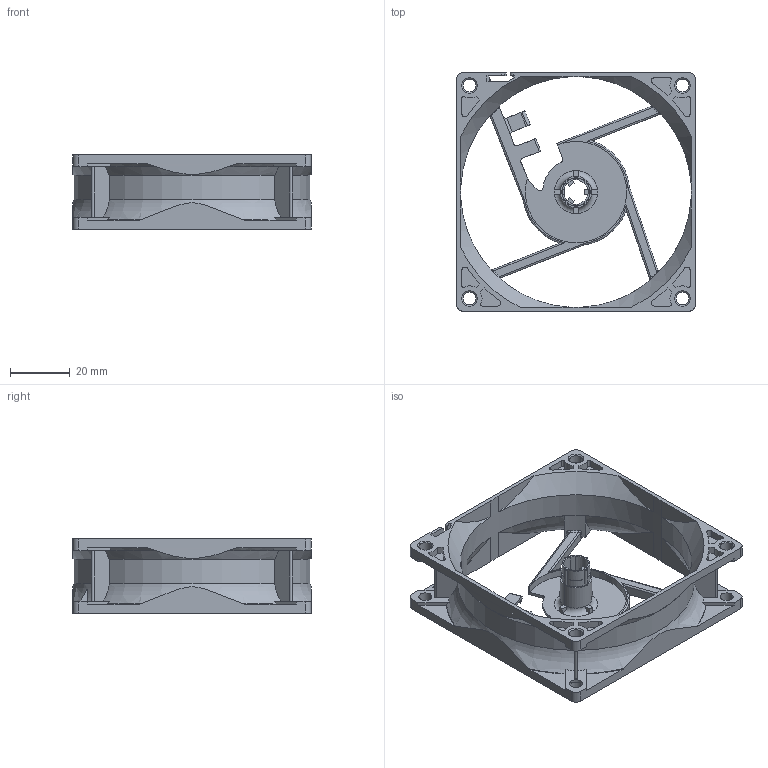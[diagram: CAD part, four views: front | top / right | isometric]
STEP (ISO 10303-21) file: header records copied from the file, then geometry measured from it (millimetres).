
FILE_DESCRIPTION((''),'2;1');
FILE_NAME('230FR08025A0070','2017-04-14T',('rd189'),(''),'PRO/ENGINEER BY PARAMETRIC TECHNOLOGY CORPORATION, 2008010','PRO/ENGINEER BY PARAMETRIC TECHNOLOGY CORPORATION, 2008010','');
FILE_SCHEMA(('CONFIG_CONTROL_DESIGN'));
Length unit declared in the file: millimetre
Products named in the file (1): 230FR08025A0070
Bounding box: 80 x 80 x 25 mm (x, y, z)
Volume: 15029.6 mm3; surface area: 25257.9 mm2
Topology: 1 solids, 1 shells, 466 faces, 1425 edges, 980 vertices
Faces by surface type: plane 224, cylinder 157, cone 33, torus 21, revolution 20, bspline 11
Entity records: 18477 total; most frequent: CARTESIAN_POINT 5413, ORIENTED_EDGE 2850, DIRECTION 2687, EDGE_CURVE 1425, AXIS2_PLACEMENT_3D 1003, VERTEX_POINT 980, VECTOR 661, LINE 661
